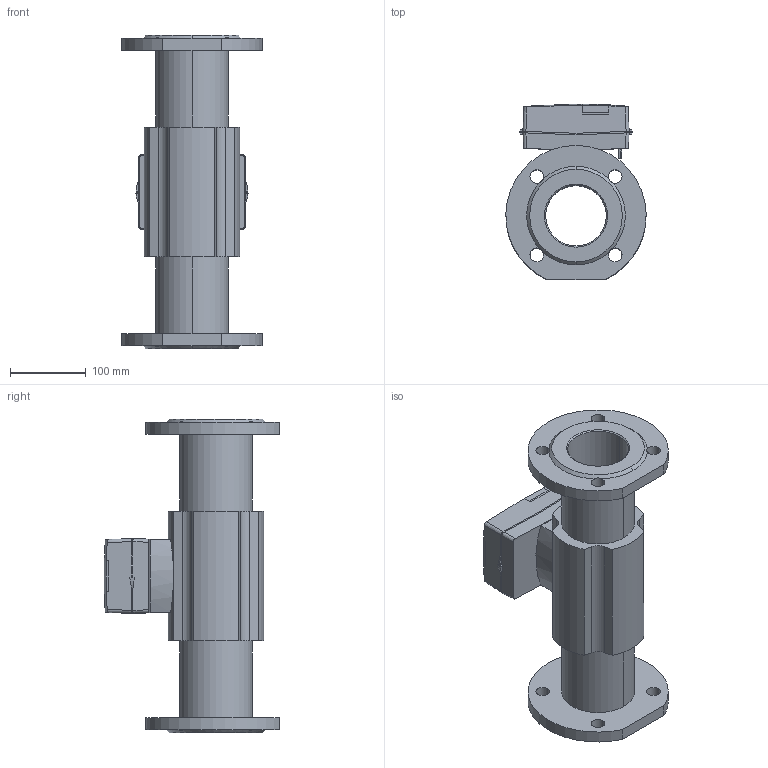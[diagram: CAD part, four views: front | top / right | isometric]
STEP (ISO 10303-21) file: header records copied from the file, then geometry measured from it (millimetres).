
FILE_DESCRIPTION (( 'STEP AP214' ), '1' );
FILE_NAME ('HYDRUS2_GWZ_DN80_BL413mm_Australien_HYDRUS2_GWZ_DN80_413mm_Australien-214.step', '2024-09-12T09:12:11', ( '' ), ( '' ), 'SwSTEP 2.0', 'SolidWorks 2022', '' );
FILE_SCHEMA (( 'AUTOMOTIVE_DESIGN' ));
Length unit declared in the file: millimetre
Products named in the file (3): 10000082693_SWP_000_HYDRUS_GWZ_DN80_413mm; HYDRUS2_GWZ_DN80_BL413mm_Australien_HYDRUS2_GWZ_DN80_413mm_Australien-214; 10000082453_SWP_000_GWZ_Daten
Assembly tree (2 placements, depth 2):
  HYDRUS2_GWZ_DN80_BL413mm_Australien_HYDRUS2_GWZ_DN80_413mm_Australien-214
    10000082693_SWP_000_HYDRUS_GWZ_DN80_413mm
    10000082453_SWP_000_GWZ_Daten
Bounding box: 184.8 x 231.25 x 413 mm (x, y, z)
Volume: 3177513.3 mm3; surface area: 408438.7 mm2
Topology: 3 solids, 3 shells, 128 faces, 410 edges, 292 vertices
Faces by surface type: cylinder 52, plane 45, bspline 23, cone 8
Entity records: 5984 total; most frequent: CARTESIAN_POINT 2405, ORIENTED_EDGE 820, DIRECTION 591, EDGE_CURVE 410, VERTEX_POINT 292, AXIS2_PLACEMENT_3D 226, EDGE_LOOP 154, B_SPLINE_CURVE_WITH_KNOTS 140
